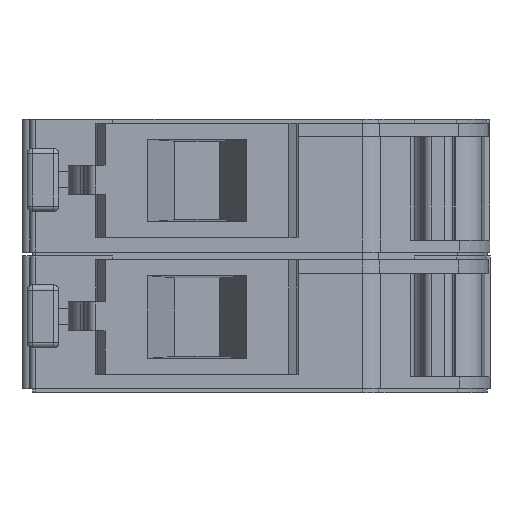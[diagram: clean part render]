
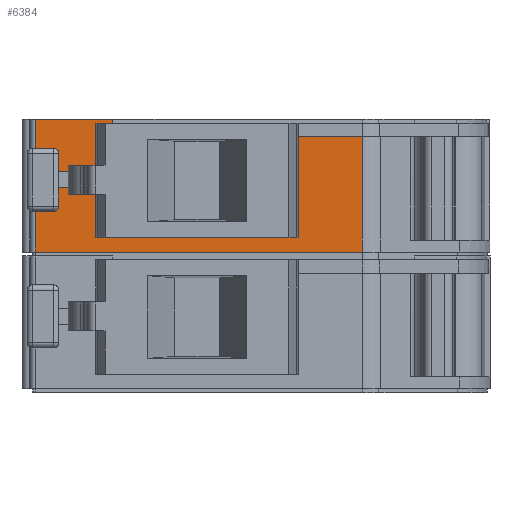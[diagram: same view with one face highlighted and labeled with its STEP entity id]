
A CAD part, front view. The second image highlights one B-rep face of the part: STEP entity #6384.
In plain terms, the highlighted planar face has unit normal (0, -1, 0).
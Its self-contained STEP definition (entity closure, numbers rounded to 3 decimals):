
#427 = VECTOR ( 'NONE', #15093, 1000. ) ;
#717 = CARTESIAN_POINT ( 'NONE',  ( -12.904, 7.79, -2.844 ) ) ;
#778 = ORIENTED_EDGE ( 'NONE', *, *, #6557, .F. ) ;
#916 = VERTEX_POINT ( 'NONE', #4579 ) ;
#1078 = CARTESIAN_POINT ( 'NONE',  ( -24.759, 7.79, -0.794 ) ) ;
#1138 = CARTESIAN_POINT ( 'NONE',  ( -12.904, 7.79, -2.294 ) ) ;
#1200 = VERTEX_POINT ( 'NONE', #10974 ) ;
#1620 = VECTOR ( 'NONE', #11959, 1000. ) ;
#1985 = DIRECTION ( 'NONE',  ( 1., 0., 0. ) ) ;
#2032 = LINE ( 'NONE', #717, #10459 ) ;
#2316 = LINE ( 'NONE', #10536, #13400 ) ;
#2352 = CARTESIAN_POINT ( 'NONE',  ( -23.046, 7.79, 2.156 ) ) ;
#2711 = CARTESIAN_POINT ( 'NONE',  ( -22.396, 7.79, 2.056 ) ) ;
#2739 = VECTOR ( 'NONE', #2768, 1000. ) ;
#2768 = DIRECTION ( 'NONE',  ( -1., 0., 0. ) ) ;
#2972 = CARTESIAN_POINT ( 'NONE',  ( -22.396, 7.79, -2.994 ) ) ;
#3327 = CARTESIAN_POINT ( 'NONE',  ( -25.359, 7.79, -0.794 ) ) ;
#3376 = DIRECTION ( 'NONE',  ( 0., 0., 1. ) ) ;
#3550 = VERTEX_POINT ( 'NONE', #17168 ) ;
#3582 = LINE ( 'NONE', #17915, #15080 ) ;
#3934 = LINE ( 'NONE', #14311, #13209 ) ;
#4226 = ORIENTED_EDGE ( 'NONE', *, *, #14166, .F. ) ;
#4229 = LINE ( 'NONE', #13152, #8867 ) ;
#4312 = LINE ( 'NONE', #4806, #1620 ) ;
#4409 = DIRECTION ( 'NONE',  ( 0., 0., -1. ) ) ;
#4579 = CARTESIAN_POINT ( 'NONE',  ( -12.904, 7.79, 1.556 ) ) ;
#4772 = EDGE_CURVE ( 'NONE', #13404, #9463, #2316, .T. ) ;
#4806 = CARTESIAN_POINT ( 'NONE',  ( -15.346, 7.79, 2.156 ) ) ;
#5174 = VECTOR ( 'NONE', #12531, 1000. ) ;
#5241 = CARTESIAN_POINT ( 'NONE',  ( -25.359, 7.79, 0.606 ) ) ;
#5387 = VERTEX_POINT ( 'NONE', #6754 ) ;
#5390 = EDGE_CURVE ( 'NONE', #1200, #13404, #13811, .T. ) ;
#5432 = LINE ( 'NONE', #7176, #2739 ) ;
#6248 = FACE_OUTER_BOUND ( 'NONE', #17312, .T. ) ;
#6268 = CARTESIAN_POINT ( 'NONE',  ( -25.359, 7.79, 2.206 ) ) ;
#6384 = ADVANCED_FACE ( 'NONE', ( #6248 ), #17661, .F. ) ;
#6540 = VERTEX_POINT ( 'NONE', #16497 ) ;
#6557 = EDGE_CURVE ( 'NONE', #17169, #14165, #3582, .T. ) ;
#6598 = CARTESIAN_POINT ( 'NONE',  ( -23.046, 7.79, 2.056 ) ) ;
#6754 = CARTESIAN_POINT ( 'NONE',  ( -12.904, 7.79, -2.844 ) ) ;
#7176 = CARTESIAN_POINT ( 'NONE',  ( -12.904, 7.79, 0.606 ) ) ;
#7547 = CARTESIAN_POINT ( 'NONE',  ( -24.759, 7.79, 0.606 ) ) ;
#7597 = DIRECTION ( 'NONE',  ( -1., 0., 0. ) ) ;
#8076 = VECTOR ( 'NONE', #9359, 1000. ) ;
#8125 = ORIENTED_EDGE ( 'NONE', *, *, #4772, .F. ) ;
#8150 = DIRECTION ( 'NONE',  ( 0., 0., 1. ) ) ;
#8217 = VECTOR ( 'NONE', #10422, 1000. ) ;
#8297 = VERTEX_POINT ( 'NONE', #12933 ) ;
#8504 = DIRECTION ( 'NONE',  ( 0., 0., -1. ) ) ;
#8507 = ORIENTED_EDGE ( 'NONE', *, *, #17624, .F. ) ;
#8867 = VECTOR ( 'NONE', #3376, 1000. ) ;
#8934 = LINE ( 'NONE', #1138, #5174 ) ;
#8956 = CARTESIAN_POINT ( 'NONE',  ( -12.904, 7.79, 2.056 ) ) ;
#8992 = VECTOR ( 'NONE', #4409, 1000. ) ;
#9037 = VERTEX_POINT ( 'NONE', #2711 ) ;
#9228 = EDGE_CURVE ( 'NONE', #5387, #1200, #2032, .T. ) ;
#9359 = DIRECTION ( 'NONE',  ( 0., 0., 1. ) ) ;
#9463 = VERTEX_POINT ( 'NONE', #1078 ) ;
#10422 = DIRECTION ( 'NONE',  ( -1., 0., 0. ) ) ;
#10459 = VECTOR ( 'NONE', #17552, 1000. ) ;
#10536 = CARTESIAN_POINT ( 'NONE',  ( -12.904, 7.79, -0.794 ) ) ;
#10618 = DIRECTION ( 'NONE',  ( 0., 1., 0. ) ) ;
#10959 = LINE ( 'NONE', #2972, #8992 ) ;
#10974 = CARTESIAN_POINT ( 'NONE',  ( -25.359, 7.79, -2.844 ) ) ;
#11278 = LINE ( 'NONE', #8956, #8217 ) ;
#11901 = VERTEX_POINT ( 'NONE', #6598 ) ;
#11959 = DIRECTION ( 'NONE',  ( 0., 0., 1. ) ) ;
#12059 = EDGE_CURVE ( 'NONE', #16241, #916, #3934, .T. ) ;
#12064 = LINE ( 'NONE', #6268, #12289 ) ;
#12109 = ORIENTED_EDGE ( 'NONE', *, *, #16442, .F. ) ;
#12289 = VECTOR ( 'NONE', #16180, 1000. ) ;
#12531 = DIRECTION ( 'NONE',  ( 1., 0., 0. ) ) ;
#12753 = EDGE_CURVE ( 'NONE', #6540, #9037, #10959, .T. ) ;
#12764 = AXIS2_PLACEMENT_3D ( 'NONE', #13277, #10618, #7597 ) ;
#12889 = EDGE_CURVE ( 'NONE', #14165, #6540, #12064, .T. ) ;
#12933 = CARTESIAN_POINT ( 'NONE',  ( -15.346, 7.79, -2.294 ) ) ;
#13152 = CARTESIAN_POINT ( 'NONE',  ( -24.759, 7.79, 2.156 ) ) ;
#13209 = VECTOR ( 'NONE', #16922, 1000. ) ;
#13277 = CARTESIAN_POINT ( 'NONE',  ( -12.904, 7.79, 2.156 ) ) ;
#13400 = VECTOR ( 'NONE', #1985, 1000. ) ;
#13404 = VERTEX_POINT ( 'NONE', #3327 ) ;
#13658 = CARTESIAN_POINT ( 'NONE',  ( -25.359, 7.79, 2.206 ) ) ;
#13811 = LINE ( 'NONE', #16349, #8076 ) ;
#13871 = ORIENTED_EDGE ( 'NONE', *, *, #12889, .F. ) ;
#14080 = ORIENTED_EDGE ( 'NONE', *, *, #12753, .F. ) ;
#14165 = VERTEX_POINT ( 'NONE', #13658 ) ;
#14166 = EDGE_CURVE ( 'NONE', #14577, #17169, #5432, .T. ) ;
#14311 = CARTESIAN_POINT ( 'NONE',  ( -12.904, 7.79, 1.556 ) ) ;
#14577 = VERTEX_POINT ( 'NONE', #7547 ) ;
#14755 = EDGE_CURVE ( 'NONE', #3550, #8297, #8934, .T. ) ;
#14771 = ORIENTED_EDGE ( 'NONE', *, *, #5390, .F. ) ;
#14796 = ORIENTED_EDGE ( 'NONE', *, *, #14755, .F. ) ;
#14920 = CARTESIAN_POINT ( 'NONE',  ( -15.346, 7.79, 1.556 ) ) ;
#15080 = VECTOR ( 'NONE', #8150, 1000. ) ;
#15093 = DIRECTION ( 'NONE',  ( 0., 0., -1. ) ) ;
#15111 = ORIENTED_EDGE ( 'NONE', *, *, #17059, .F. ) ;
#15142 = EDGE_CURVE ( 'NONE', #8297, #16241, #4312, .T. ) ;
#15935 = LINE ( 'NONE', #16904, #17904 ) ;
#16099 = LINE ( 'NONE', #2352, #427 ) ;
#16180 = DIRECTION ( 'NONE',  ( 1., 0., 0. ) ) ;
#16241 = VERTEX_POINT ( 'NONE', #14920 ) ;
#16349 = CARTESIAN_POINT ( 'NONE',  ( -25.359, 7.79, 2.156 ) ) ;
#16442 = EDGE_CURVE ( 'NONE', #916, #5387, #15935, .T. ) ;
#16497 = CARTESIAN_POINT ( 'NONE',  ( -22.396, 7.79, 2.206 ) ) ;
#16904 = CARTESIAN_POINT ( 'NONE',  ( -12.904, 7.79, 2.156 ) ) ;
#16922 = DIRECTION ( 'NONE',  ( 1., 0., 0. ) ) ;
#16931 = ORIENTED_EDGE ( 'NONE', *, *, #9228, .F. ) ;
#17035 = ORIENTED_EDGE ( 'NONE', *, *, #15142, .F. ) ;
#17059 = EDGE_CURVE ( 'NONE', #9037, #11901, #11278, .T. ) ;
#17061 = EDGE_CURVE ( 'NONE', #9463, #14577, #4229, .T. ) ;
#17086 = ORIENTED_EDGE ( 'NONE', *, *, #12059, .F. ) ;
#17168 = CARTESIAN_POINT ( 'NONE',  ( -23.046, 7.79, -2.294 ) ) ;
#17169 = VERTEX_POINT ( 'NONE', #5241 ) ;
#17312 = EDGE_LOOP ( 'NONE', ( #17035, #14796, #8507, #15111, #14080, #13871, #778, #4226, #17590, #8125, #14771, #16931, #12109, #17086 ) ) ;
#17552 = DIRECTION ( 'NONE',  ( -1., 0., 0. ) ) ;
#17590 = ORIENTED_EDGE ( 'NONE', *, *, #17061, .F. ) ;
#17624 = EDGE_CURVE ( 'NONE', #11901, #3550, #16099, .T. ) ;
#17661 = PLANE ( 'NONE',  #12764 ) ;
#17904 = VECTOR ( 'NONE', #8504, 1000. ) ;
#17915 = CARTESIAN_POINT ( 'NONE',  ( -25.359, 7.79, -7.844 ) ) ;
